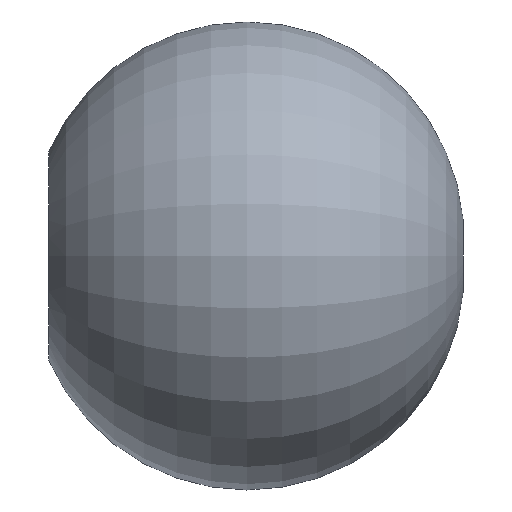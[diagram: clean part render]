
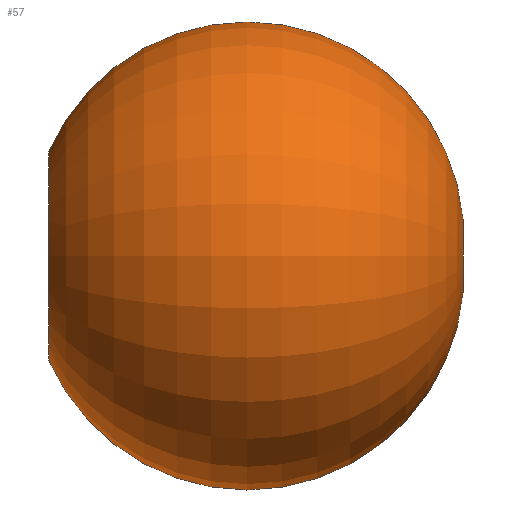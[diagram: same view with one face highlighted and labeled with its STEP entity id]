
A CAD part, left-side view. The second image highlights one B-rep face of the part: STEP entity #57.
In plain terms, the highlighted toroidal (fillet/blend) face has major radius 1 mm and minor radius 12.5 mm.
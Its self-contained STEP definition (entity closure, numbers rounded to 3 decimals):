
#8 = AXIS2_PLACEMENT_3D ( 'NONE', #160, #157, #104 ) ;
#14 = ORIENTED_EDGE ( 'NONE', *, *, #168, .T. ) ;
#20 = DIRECTION ( 'NONE',  ( 0., 0., 1. ) ) ;
#26 = EDGE_CURVE ( 'NONE', #135, #206, #76, .T. ) ;
#32 = DIRECTION ( 'NONE',  ( 0., 0., -1. ) ) ;
#40 = CARTESIAN_POINT ( 'NONE',  ( 1., 0., 0. ) ) ;
#52 = EDGE_CURVE ( 'NONE', #68, #206, #222, .T. ) ;
#54 = ORIENTED_EDGE ( 'NONE', *, *, #26, .T. ) ;
#57 = ADVANCED_FACE ( 'NONE', ( #192 ), #164, .T. ) ;
#59 = AXIS2_PLACEMENT_3D ( 'NONE', #185, #210, #32 ) ;
#60 = DIRECTION ( 'NONE',  ( 0., 0., -1. ) ) ;
#68 = VERTEX_POINT ( 'NONE', #172 ) ;
#72 = DIRECTION ( 'NONE',  ( 0., -1., 0. ) ) ;
#76 = CIRCLE ( 'NONE', #207, 12.5 ) ;
#85 = CARTESIAN_POINT ( 'NONE',  ( 1., 0., -1. ) ) ;
#104 = DIRECTION ( 'NONE',  ( 0., 0., -1. ) ) ;
#107 = EDGE_LOOP ( 'NONE', ( #141, #14, #54 ) ) ;
#108 = DIRECTION ( 'NONE',  ( -1., 0., 0. ) ) ;
#121 = CIRCLE ( 'NONE', #59, 6. ) ;
#135 = VERTEX_POINT ( 'NONE', #156 ) ;
#139 = AXIS2_PLACEMENT_3D ( 'NONE', #40, #72, #60 ) ;
#141 = ORIENTED_EDGE ( 'NONE', *, *, #52, .F. ) ;
#156 = CARTESIAN_POINT ( 'NONE',  ( 1., 11.456, -6. ) ) ;
#157 = DIRECTION ( 'NONE',  ( 1., 0., 0. ) ) ;
#160 = CARTESIAN_POINT ( 'NONE',  ( 1., 0., 1. ) ) ;
#164 = TOROIDAL_SURFACE ( 'NONE', #139, 1., 12.5 ) ;
#168 = EDGE_CURVE ( 'NONE', #68, #135, #121, .T. ) ;
#172 = CARTESIAN_POINT ( 'NONE',  ( 1., 11.456, 6. ) ) ;
#185 = CARTESIAN_POINT ( 'NONE',  ( 1., 11.456, 0. ) ) ;
#192 = FACE_OUTER_BOUND ( 'NONE', #107, .T. ) ;
#206 = VERTEX_POINT ( 'NONE', #221 ) ;
#207 = AXIS2_PLACEMENT_3D ( 'NONE', #85, #108, #20 ) ;
#210 = DIRECTION ( 'NONE',  ( 0., -1., 0. ) ) ;
#221 = CARTESIAN_POINT ( 'NONE',  ( 1., -12.46, 0. ) ) ;
#222 = CIRCLE ( 'NONE', #8, 12.5 ) ;
